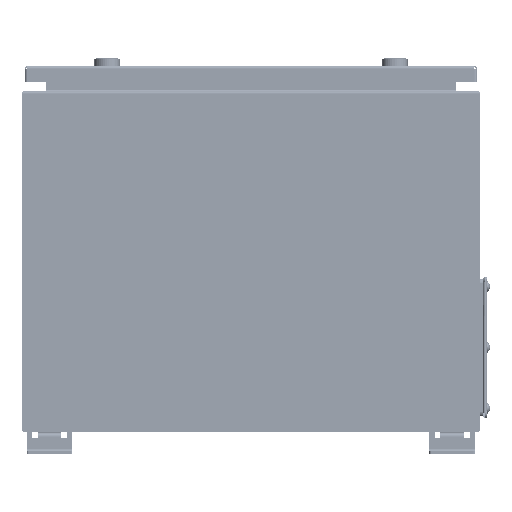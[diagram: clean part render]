
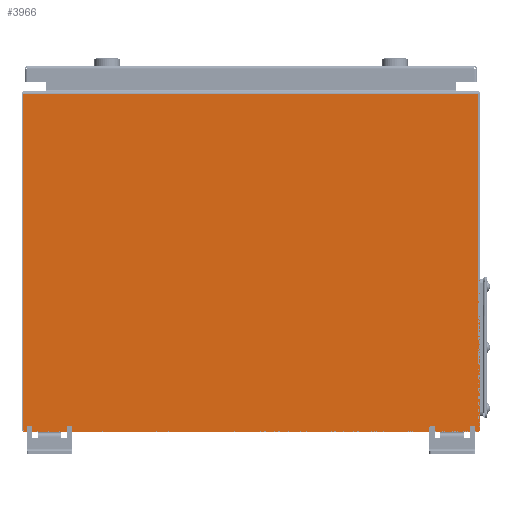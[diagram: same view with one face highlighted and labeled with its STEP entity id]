
A CAD part, left-side view. The second image highlights one B-rep face of the part: STEP entity #3966.
In plain terms, the highlighted planar face has unit normal (-1, 0, 0).
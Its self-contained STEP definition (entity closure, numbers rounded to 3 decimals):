
#1975 = AXIS2_PLACEMENT_3D ( 'NONE', #61067, #48571, #36175 ) ;
#2654 = LINE ( 'NONE', #57693, #62348 ) ;
#3966 = ADVANCED_FACE ( 'NONE', ( #37356 ), #54622, .T. ) ;
#4705 = AXIS2_PLACEMENT_3D ( 'NONE', #32528, #26897, #8835 ) ;
#7696 = VERTEX_POINT ( 'NONE', #33312 ) ;
#8835 = DIRECTION ( 'NONE',  ( 0., 0., 1. ) ) ;
#9892 = VERTEX_POINT ( 'NONE', #57096 ) ;
#10075 = ORIENTED_EDGE ( 'NONE', *, *, #69721, .F. ) ;
#10340 = ORIENTED_EDGE ( 'NONE', *, *, #42069, .F. ) ;
#13698 = CARTESIAN_POINT ( 'NONE',  ( -1.5, 250., 183.5 ) ) ;
#15938 = EDGE_CURVE ( 'NONE', #7696, #63851, #58587, .T. ) ;
#17697 = EDGE_CURVE ( 'NONE', #72664, #31592, #66933, .T. ) ;
#21092 = CARTESIAN_POINT ( 'NONE',  ( -1.5, -250., -186.5 ) ) ;
#21489 = DIRECTION ( 'NONE',  ( 0., 1., 0. ) ) ;
#21593 = CARTESIAN_POINT ( 'NONE',  ( -1.5, 250., -183.5 ) ) ;
#23203 = CARTESIAN_POINT ( 'NONE',  ( -1.5, -250., 183.5 ) ) ;
#23484 = VECTOR ( 'NONE', #63323, 1000. ) ;
#24401 = VECTOR ( 'NONE', #71050, 1000. ) ;
#24670 = ORIENTED_EDGE ( 'NONE', *, *, #60600, .T. ) ;
#26102 = ORIENTED_EDGE ( 'NONE', *, *, #15938, .T. ) ;
#26897 = DIRECTION ( 'NONE',  ( -1., 0., 0. ) ) ;
#27125 = DIRECTION ( 'NONE',  ( 0., 0., -1. ) ) ;
#31592 = VERTEX_POINT ( 'NONE', #67597 ) ;
#32528 = CARTESIAN_POINT ( 'NONE',  ( -1.5, -247., -183.5 ) ) ;
#33312 = CARTESIAN_POINT ( 'NONE',  ( -1.5, -250., 183.5 ) ) ;
#36175 = DIRECTION ( 'NONE',  ( 0., 0., 1. ) ) ;
#37356 = FACE_OUTER_BOUND ( 'NONE', #73374, .T. ) ;
#40600 = CIRCLE ( 'NONE', #4705, 3. ) ;
#42069 = EDGE_CURVE ( 'NONE', #72664, #63851, #69385, .T. ) ;
#44327 = VECTOR ( 'NONE', #21489, 1000. ) ;
#45579 = CARTESIAN_POINT ( 'NONE',  ( -1.5, -250., -183.5 ) ) ;
#46049 = DIRECTION ( 'NONE',  ( -1., 0., 0. ) ) ;
#46989 = ORIENTED_EDGE ( 'NONE', *, *, #53437, .F. ) ;
#48571 = DIRECTION ( 'NONE',  ( -1., 0., 0. ) ) ;
#51625 = CARTESIAN_POINT ( 'NONE',  ( -1.5, 250., 186.5 ) ) ;
#52479 = DIRECTION ( 'NONE',  ( 0., 0., 1. ) ) ;
#53437 = EDGE_CURVE ( 'NONE', #7696, #74036, #2654, .T. ) ;
#54622 = PLANE ( 'NONE',  #1975 ) ;
#57096 = CARTESIAN_POINT ( 'NONE',  ( -1.5, -247., -186.5 ) ) ;
#57693 = CARTESIAN_POINT ( 'NONE',  ( -1.5, -250., 186.5 ) ) ;
#58071 = LINE ( 'NONE', #21092, #44327 ) ;
#58587 = LINE ( 'NONE', #23203, #24401 ) ;
#60600 = EDGE_CURVE ( 'NONE', #9892, #74036, #40600, .T. ) ;
#61067 = CARTESIAN_POINT ( 'NONE',  ( -1.5, 0., 0. ) ) ;
#62348 = VECTOR ( 'NONE', #27125, 1000. ) ;
#63323 = DIRECTION ( 'NONE',  ( 0., 0., 1. ) ) ;
#63851 = VERTEX_POINT ( 'NONE', #13698 ) ;
#66933 = CIRCLE ( 'NONE', #69513, 3. ) ;
#67597 = CARTESIAN_POINT ( 'NONE',  ( -1.5, 247., -186.5 ) ) ;
#69385 = LINE ( 'NONE', #51625, #23484 ) ;
#69513 = AXIS2_PLACEMENT_3D ( 'NONE', #76640, #46049, #52479 ) ;
#69721 = EDGE_CURVE ( 'NONE', #9892, #31592, #58071, .T. ) ;
#71050 = DIRECTION ( 'NONE',  ( 0., 1., 0. ) ) ;
#72664 = VERTEX_POINT ( 'NONE', #21593 ) ;
#73374 = EDGE_LOOP ( 'NONE', ( #10075, #24670, #46989, #26102, #10340, #77296 ) ) ;
#74036 = VERTEX_POINT ( 'NONE', #45579 ) ;
#76640 = CARTESIAN_POINT ( 'NONE',  ( -1.5, 247., -183.5 ) ) ;
#77296 = ORIENTED_EDGE ( 'NONE', *, *, #17697, .T. ) ;
